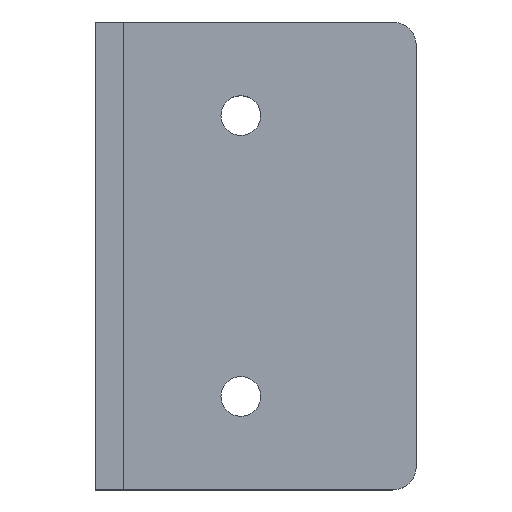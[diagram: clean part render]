
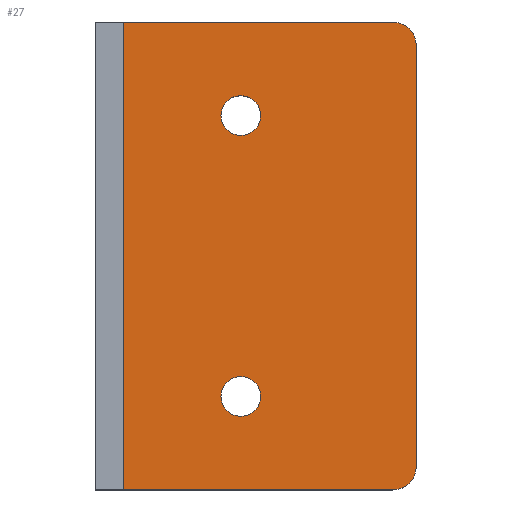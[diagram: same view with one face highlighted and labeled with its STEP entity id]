
A CAD part, top view. The second image highlights one B-rep face of the part: STEP entity #27.
In plain terms, the highlighted planar face has unit normal (0, 0, 1).
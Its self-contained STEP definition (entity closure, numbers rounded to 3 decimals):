
#9 = ORIENTED_EDGE ( 'NONE', *, *, #104, .T. ) ;
#18 = CARTESIAN_POINT ( 'NONE',  ( -1.217, 53.944, 3. ) ) ;
#19 = LINE ( 'NONE', #210, #166 ) ;
#21 = PLANE ( 'NONE',  #64 ) ;
#23 = AXIS2_PLACEMENT_3D ( 'NONE', #417, #385, #142 ) ;
#27 = ADVANCED_FACE ( 'NONE', ( #420, #386, #314 ), #21, .T. ) ;
#33 = ORIENTED_EDGE ( 'NONE', *, *, #266, .F. ) ;
#38 = CIRCLE ( 'NONE', #380, 1.7 ) ;
#39 = VECTOR ( 'NONE', #241, 1000. ) ;
#42 = CARTESIAN_POINT ( 'NONE',  ( -2.917, 53.944, 3. ) ) ;
#43 = VERTEX_POINT ( 'NONE', #458 ) ;
#47 = VERTEX_POINT ( 'NONE', #345 ) ;
#50 = EDGE_LOOP ( 'NONE', ( #365, #274, #333, #85, #135, #74 ) ) ;
#54 = CARTESIAN_POINT ( 'NONE',  ( 12.083, 61.944, 3. ) ) ;
#57 = LINE ( 'NONE', #54, #247 ) ;
#63 = AXIS2_PLACEMENT_3D ( 'NONE', #76, #156, #228 ) ;
#64 = AXIS2_PLACEMENT_3D ( 'NONE', #169, #97, #131 ) ;
#74 = ORIENTED_EDGE ( 'NONE', *, *, #243, .T. ) ;
#76 = CARTESIAN_POINT ( 'NONE',  ( -2.917, 53.944, 3. ) ) ;
#85 = ORIENTED_EDGE ( 'NONE', *, *, #152, .T. ) ;
#97 = DIRECTION ( 'NONE',  ( 0., 0., 1. ) ) ;
#99 = CARTESIAN_POINT ( 'NONE',  ( 12.083, 59.944, 3. ) ) ;
#103 = VERTEX_POINT ( 'NONE', #423 ) ;
#104 = EDGE_CURVE ( 'NONE', #47, #227, #38, .T. ) ;
#106 = VERTEX_POINT ( 'NONE', #18 ) ;
#125 = VERTEX_POINT ( 'NONE', #214 ) ;
#131 = DIRECTION ( 'NONE',  ( 1., 0., 0. ) ) ;
#133 = DIRECTION ( 'NONE',  ( 0., 0., -1. ) ) ;
#135 = ORIENTED_EDGE ( 'NONE', *, *, #460, .T. ) ;
#136 = EDGE_CURVE ( 'NONE', #43, #103, #200, .T. ) ;
#142 = DIRECTION ( 'NONE',  ( 1., 0., 0. ) ) ;
#143 = EDGE_CURVE ( 'NONE', #103, #414, #19, .T. ) ;
#152 = EDGE_CURVE ( 'NONE', #43, #189, #57, .T. ) ;
#156 = DIRECTION ( 'NONE',  ( 0., 0., 1. ) ) ;
#162 = EDGE_LOOP ( 'NONE', ( #33, #382 ) ) ;
#164 = EDGE_CURVE ( 'NONE', #125, #414, #424, .T. ) ;
#166 = VECTOR ( 'NONE', #384, 1000. ) ;
#169 = CARTESIAN_POINT ( 'NONE',  ( 0., 0., 3. ) ) ;
#174 = CARTESIAN_POINT ( 'NONE',  ( 10.083, 23.944, 3. ) ) ;
#180 = CARTESIAN_POINT ( 'NONE',  ( -12.917, 21.944, 3. ) ) ;
#189 = VERTEX_POINT ( 'NONE', #99 ) ;
#190 = AXIS2_PLACEMENT_3D ( 'NONE', #42, #334, #204 ) ;
#199 = VERTEX_POINT ( 'NONE', #396 ) ;
#200 = CIRCLE ( 'NONE', #231, 2. ) ;
#204 = DIRECTION ( 'NONE',  ( 1., 0., 0. ) ) ;
#210 = CARTESIAN_POINT ( 'NONE',  ( -12.917, 21.944, 3. ) ) ;
#214 = CARTESIAN_POINT ( 'NONE',  ( -12.917, 61.944, 3. ) ) ;
#225 = CARTESIAN_POINT ( 'NONE',  ( -1.217, 29.944, 3. ) ) ;
#227 = VERTEX_POINT ( 'NONE', #225 ) ;
#228 = DIRECTION ( 'NONE',  ( 1., 0., 0. ) ) ;
#231 = AXIS2_PLACEMENT_3D ( 'NONE', #174, #317, #245 ) ;
#241 = DIRECTION ( 'NONE',  ( -1., 0., 0. ) ) ;
#243 = EDGE_CURVE ( 'NONE', #199, #125, #269, .T. ) ;
#245 = DIRECTION ( 'NONE',  ( 1., 0., 0. ) ) ;
#247 = VECTOR ( 'NONE', #349, 1000. ) ;
#252 = CIRCLE ( 'NONE', #387, 2. ) ;
#266 = EDGE_CURVE ( 'NONE', #362, #106, #425, .T. ) ;
#269 = LINE ( 'NONE', #332, #39 ) ;
#270 = EDGE_LOOP ( 'NONE', ( #9, #326 ) ) ;
#274 = ORIENTED_EDGE ( 'NONE', *, *, #143, .F. ) ;
#282 = CIRCLE ( 'NONE', #63, 1.7 ) ;
#285 = DIRECTION ( 'NONE',  ( 0., -1., 0. ) ) ;
#288 = VECTOR ( 'NONE', #285, 1000. ) ;
#314 = FACE_BOUND ( 'NONE', #270, .T. ) ;
#317 = DIRECTION ( 'NONE',  ( 0., 0., -1. ) ) ;
#326 = ORIENTED_EDGE ( 'NONE', *, *, #450, .T. ) ;
#332 = CARTESIAN_POINT ( 'NONE',  ( -12.917, 61.944, 3. ) ) ;
#333 = ORIENTED_EDGE ( 'NONE', *, *, #136, .F. ) ;
#334 = DIRECTION ( 'NONE',  ( 0., 0., 1. ) ) ;
#341 = CARTESIAN_POINT ( 'NONE',  ( -4.617, 53.944, 3. ) ) ;
#345 = CARTESIAN_POINT ( 'NONE',  ( -4.617, 29.944, 3. ) ) ;
#346 = EDGE_CURVE ( 'NONE', #106, #362, #282, .T. ) ;
#349 = DIRECTION ( 'NONE',  ( 0., 1., 0. ) ) ;
#362 = VERTEX_POINT ( 'NONE', #341 ) ;
#365 = ORIENTED_EDGE ( 'NONE', *, *, #164, .T. ) ;
#380 = AXIS2_PLACEMENT_3D ( 'NONE', #452, #133, #391 ) ;
#382 = ORIENTED_EDGE ( 'NONE', *, *, #346, .F. ) ;
#384 = DIRECTION ( 'NONE',  ( -1., 0., 0. ) ) ;
#385 = DIRECTION ( 'NONE',  ( 0., 0., -1. ) ) ;
#386 = FACE_BOUND ( 'NONE', #162, .T. ) ;
#387 = AXIS2_PLACEMENT_3D ( 'NONE', #453, #451, #419 ) ;
#391 = DIRECTION ( 'NONE',  ( 1., 0., 0. ) ) ;
#396 = CARTESIAN_POINT ( 'NONE',  ( 10.083, 61.944, 3. ) ) ;
#414 = VERTEX_POINT ( 'NONE', #180 ) ;
#417 = CARTESIAN_POINT ( 'NONE',  ( -2.917, 29.944, 3. ) ) ;
#419 = DIRECTION ( 'NONE',  ( 1., 0., 0. ) ) ;
#420 = FACE_OUTER_BOUND ( 'NONE', #50, .T. ) ;
#423 = CARTESIAN_POINT ( 'NONE',  ( 10.083, 21.944, 3. ) ) ;
#424 = LINE ( 'NONE', #429, #288 ) ;
#425 = CIRCLE ( 'NONE', #190, 1.7 ) ;
#429 = CARTESIAN_POINT ( 'NONE',  ( -12.917, 61.944, 3. ) ) ;
#450 = EDGE_CURVE ( 'NONE', #227, #47, #457, .T. ) ;
#451 = DIRECTION ( 'NONE',  ( 0., 0., 1. ) ) ;
#452 = CARTESIAN_POINT ( 'NONE',  ( -2.917, 29.944, 3. ) ) ;
#453 = CARTESIAN_POINT ( 'NONE',  ( 10.083, 59.944, 3. ) ) ;
#457 = CIRCLE ( 'NONE', #23, 1.7 ) ;
#458 = CARTESIAN_POINT ( 'NONE',  ( 12.083, 23.944, 3. ) ) ;
#460 = EDGE_CURVE ( 'NONE', #189, #199, #252, .T. ) ;
